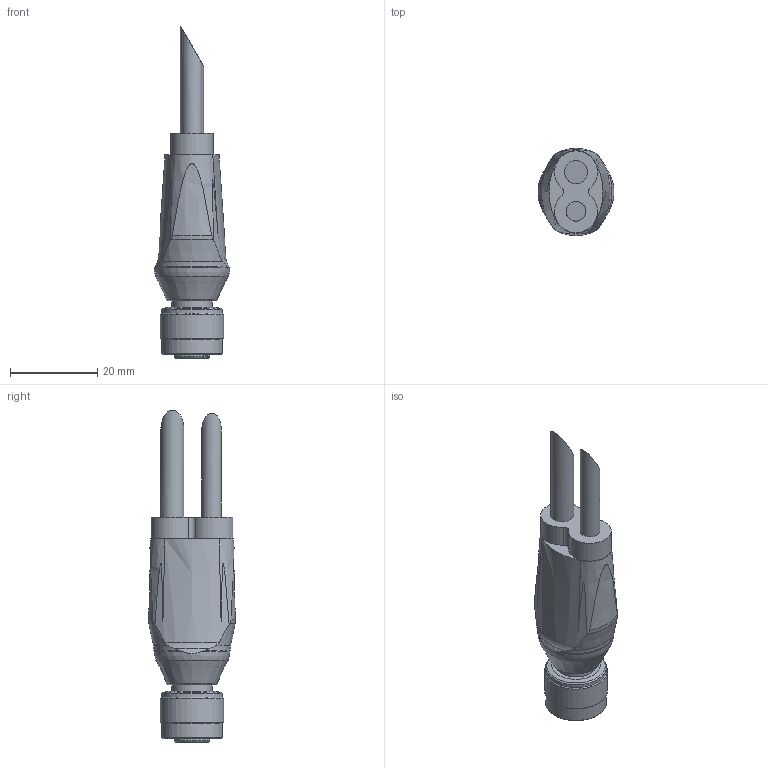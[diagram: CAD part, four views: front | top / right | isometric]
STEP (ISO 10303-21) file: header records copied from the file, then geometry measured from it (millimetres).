
FILE_DESCRIPTION(/* description */ ('STEP AP214'),/* implementation_level */ '2;1');
FILE_NAME(/* name */ '2903567_NEDU-L1R2-V9-M12G8-E-LE5-5R1-LE3-5R2',/* time_stamp */ '2024-09-12T21:36:55+02:00',/* author */ ('License CC BY-ND 4.0'),/* organization */ ('CADENAS'),/* preprocessor_version */ 'ST-DEVELOPER v19.3',/* originating_system */ 'PARTsolutions',/* authorisation */ ' ');
FILE_SCHEMA (('AUTOMOTIVE_DESIGN {1 0 10303 214 3 1 1}'));
Length unit declared in the file: millimetre
Products named in the file (2): 2903567 NEDU-L1R2-V9-M12G8-E-LE5-5R1-LE3-5R2; 2903567 NEDU-L1R2-V9-M12G8-E-LE5-5R1-LE3-5R2---(m)
Assembly tree (1 placements, depth 2):
  2903567 NEDU-L1R2-V9-M12G8-E-LE5-5R1-LE3-5R2
    2903567 NEDU-L1R2-V9-M12G8-E-LE5-5R1-LE3-5R2---(m)
Bounding box: 17.44 x 20 x 76.19 mm (x, y, z)
Volume: 10221.1 mm3; surface area: 4379.9 mm2
Topology: 1 solids, 1 shells, 81 faces, 177 edges, 113 vertices
Faces by surface type: plane 24, cylinder 23, cone 23, torus 11
Full cylindrical faces by diameter (mm): 0.9 x8, 4.5 x1, 5.3 x1, 8.2 x1, 9.2 x1, 10.106 x1, 14 x2, 14.5 x1
Entity records: 2835 total; most frequent: CARTESIAN_POINT 621, DIRECTION 340, ORIENTED_EDGE 278, AXIS2_PLACEMENT_3D 160, EDGE_CURVE 139, EDGE_LOOP 129, FACE_BOUND 129, VERTEX_POINT 108
